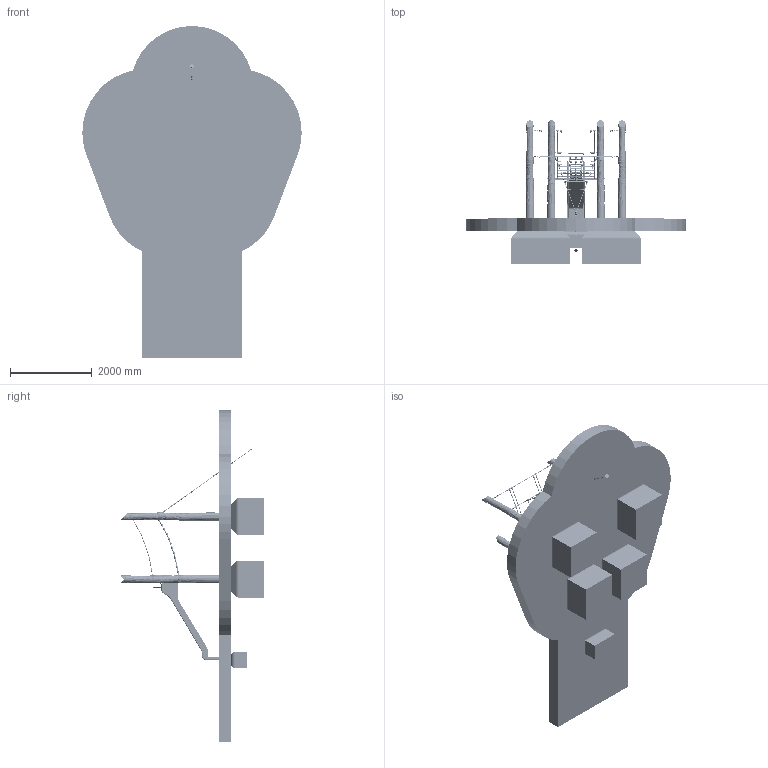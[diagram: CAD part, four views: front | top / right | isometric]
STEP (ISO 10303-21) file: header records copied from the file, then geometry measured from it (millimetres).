
FILE_DESCRIPTION (( 'STEP AP214' ), '1' );
FILE_NAME ('4591-30-10-R komplett.STEP', '2014-07-03T06:30:09', ( '' ), ( '' ), 'SwSTEP 2.0', 'SolidWorks 2014', '' );
FILE_SCHEMA (( 'AUTOMOTIVE_DESIGN' ));
Length unit declared in the file: millimetre
Products named in the file (63): 6er Kettengliedkurze Seite; Traverse; Mutter DIN 1587_DIN 1587 - M16 --NUC; 55-02-06-08 - Kettenschäkel; 6 Glieder 6er Kettekurze Seite; Robiniepfosten f黵 Traverse; Flache Scheibe_DIN 7349-17-St; 457-01 - Kunststoff Kausche rot; 6er Kettenglied_1kurze Seite; Fundamente 4x 4591-30-10; Einschrauberdanker_Standard<Wie bearbeitet>; Seil rot 1850 4591-30-11_Standard<Wie bearbeitet>; 55-02-06-08 - Kettenschäkelkurze Seite; Fundamente 4591-30-10-R ; Seil gelb 250 4591-30-11-R_Standard<Wie bearbeitet>; 457-01 - Kunststoff Kausche rotkurze Seite; Fundamente 4591-30-10-R  - großer Abstand; 55-02-08 - Schäkel M8 geschweift; Seil gelb 900 4591-30-11-R_Standard<Wie bearbeitet>; Q-Kettendrehwirbel; Bogenseil rot 4591-30-11-R_Standard<Wie bearbeitet>; Seil rot 1850 4591-30-11kurze Seite_Standard<Wie bearbeitet>; KettendrehwirbelTeil!; 461 - Kettenadapter mit 3 Glieder 6er KetteNEU2f; 4591-30-10-R komplett; KettendrehwirbelTeil2; Sicherung (8) von Kettenadapter ohne Kette2f; Fundamente für grüne Rutsche; Aufstiegsnetz 4591-30-11-R; 6er Kettenglied2f; zusätzliches Bew. T-Stück ; Hintere Scheibe; 6er Gabelkopf; Bew. T-Stück Längsträger; Vordere Scheibe; Bogennetz rot 4591-30-11-R; Bew. TStück Quer; Rutsche gr黱_Standard<Wie bearbeitet>; 6er_Kette_400mmlg; Sicherheitsbereich 4591-30-10-R ...
Assembly tree (257 placements, depth 5):
  4591-30-10-R komplett
    Fundamente 4x 4591-30-10
      Fundamente 4591-30-10-R  - großer Abstand
      Fundamente 4591-30-10-R 
    Robiniepfosten f黵 Traverse  x2
    Traverse 4591-30-11R
      Traverse
      Flanschplatte + Mutter  x2
      Hexagon Nut ISO 4034 - M16 - N_Hexagon Nut ISO 4034 - M16 - N  x2
    Robieniepfosten_4591-30-10-R Nr_2  x2
    Sicherheitslache 4591-1-R - Origianl  x8
    Sicherheitsbereich 4591-30-10-R
    Rutsche gr黱_Standard<Wie bearbeitet>
    Vordere Scheibe  x6
    Hintere Scheibe  x6
    Bogennetz rot 4591-30-11-R
      Bogenseil rot 4591-30-11-R_Standard<Wie bearbeitet>
      Bogenseil rot 4591-30-11-R_Standard<Wie bearbeitet>
      Bogenseil rot 4591-30-11-R_Standard<Wie bearbeitet>
      Bogenseil rot 4591-30-11-R_Standard<Wie bearbeitet>
      Bogenseil rot 4591-30-11-R_Standard<Wie bearbeitet>
      Seil gelb 900 4591-30-11-R_Standard<Wie bearbeitet>  x5
      Seil gelb 250 4591-30-11-R_Standard<Wie bearbeitet>  x7
      Seil rot 4591-30-11-R  x2
        Seil rot 1850 4591-30-11_Standard<Wie bearbeitet>
        457-01 - Kunststoff Kausche rot
        55-02-06-08 - Kettenschäkel
        6 Glieder 6er Kette
          6er Kettenglied_1  x6
      70-02 - T-Stück fest  x33
      Knotenkugel-ohne  x27
      Bogenseil rot 4591-30-11-R_Standard<Wie bearbeitet>  x4
    6er Gabelkopf  x5
    461 - Kettenadapter mit 3 Glieder 6er KetteNEU2f  x5
      6er Kettenglied2f
      Sicherung (8) von Kettenadapter ohne Kette2f
    Seil rot 4591-30-11-Rkurze Seite
      Seil rot 1850 4591-30-11kurze Seite_Standard<Wie bearbeitet>
      457-01 - Kunststoff Kausche rotkurze Seite  x2
      55-02-06-08 - Kettenschäkelkurze Seite  x2
      6 Glieder 6er Kettekurze Seite  x2
        6er Kettenglied_1kurze Seite
      6er Kettengliedkurze Seite  x4
    70-02 - T-Stück fest  x2
    6er Kettenglied2f  x12
    FLATCKTT 0.216-14-type I-AB-1.625-N_FLATCKTT 0.216-14-type I-AB-1.625-N  x30
    Aufstiegsnetz 4591-30-11-R
      4591-30-11-R Netz_Standard<Wie bearbeitet>
      457-06 - Kunststoff Kausche gr黱
      55-02-06-08 - Kettenschäkel
      6er_Kette_400mmlg
        6 Glieder 6er Kette  x3
          6er Kettenglied_1
      Knotenkugel-ohne  x2
      70-02 - T-Stück fest  x2
      zusätzliches Bew. T-Stück   x10
        Bew. TStück Quer
        Bew. T-Stück Längsträger
    zusätzliches Bew. T-Stück   x4
      Bew. TStück Quer
Bounding box: 5348 x 3502.71 x 8097.79 mm (x, y, z)
Volume: 11569357792 mm3; surface area: 108830597.2 mm2
Topology: 361 solids, 361 shells, 11950 faces, 30788 edges, 18753 vertices
Faces by surface type: plane 4495, cylinder 3677, torus 1887, cone 1332, bspline 443, sphere 116
Entity records: 96325 total; most frequent: CARTESIAN_POINT 41071, DIRECTION 10151, ORIENTED_EDGE 10050, EDGE_CURVE 5025, AXIS2_PLACEMENT_3D 3956, VERTEX_POINT 3105, VECTOR 2239, LINE 2239
